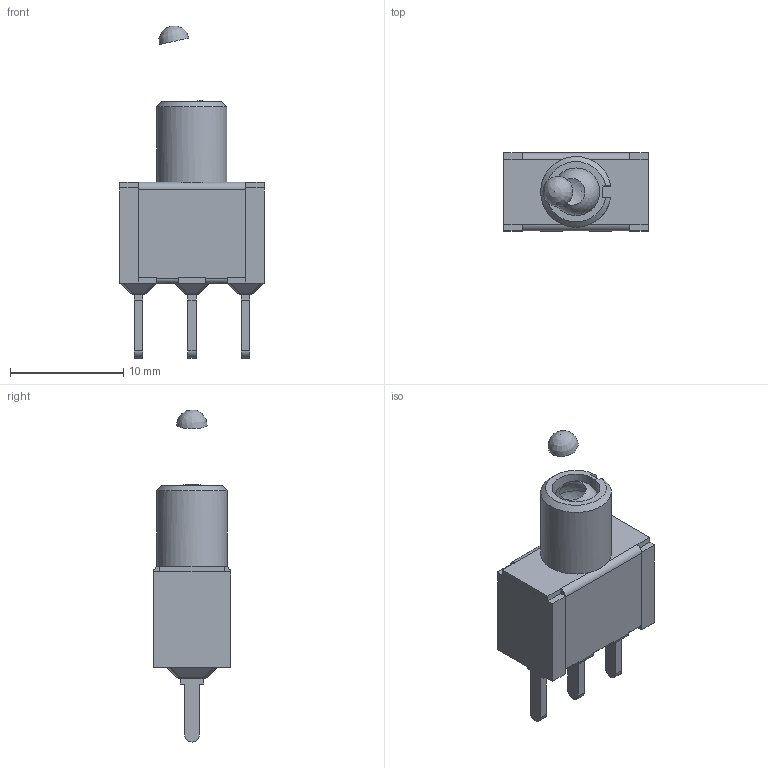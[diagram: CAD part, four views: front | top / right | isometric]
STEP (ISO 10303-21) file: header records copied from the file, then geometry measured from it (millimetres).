
FILE_DESCRIPTION(/* description */ (''),/* implementation_level */ '2;1');
FILE_NAME(/* name */ '100SPxT2B4M2xE.stp',/* time_stamp */ '2025-05-01T08:52:25-05:00',/* author */ ('mroman'),/* organization */ (''),/* preprocessor_version */ 'ST-DEVELOPER v18.1',/* originating_system */ 'Autodesk Inventor 2022',/* authorisation */ '');
FILE_SCHEMA (('AUTOMOTIVE_DESIGN { 1 0 10303 214 3 1 1 }'));
Length unit declared in the file: inch
Products named in the file (1): 100SPxT2B4M2xE
Bounding box: 12.7 x 6.86 x 29.25 mm (x, y, z)
Volume: 986.8 mm3; surface area: 983.2 mm2
Topology: 2 solids, 8 shells, 222 faces, 544 edges, 321 vertices
Faces by surface type: plane 161, cylinder 44, sphere 14, cone 2, bspline 1
Full cylindrical faces by diameter (mm): 4.2 x2
Entity records: 6369 total; most frequent: CARTESIAN_POINT 1123, DIRECTION 1087, ORIENTED_EDGE 1062, EDGE_CURVE 531, LINE 415, VECTOR 415, AXIS2_PLACEMENT_3D 336, VERTEX_POINT 321
